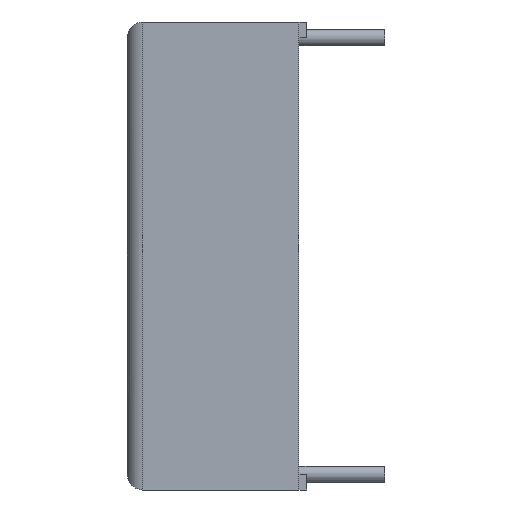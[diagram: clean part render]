
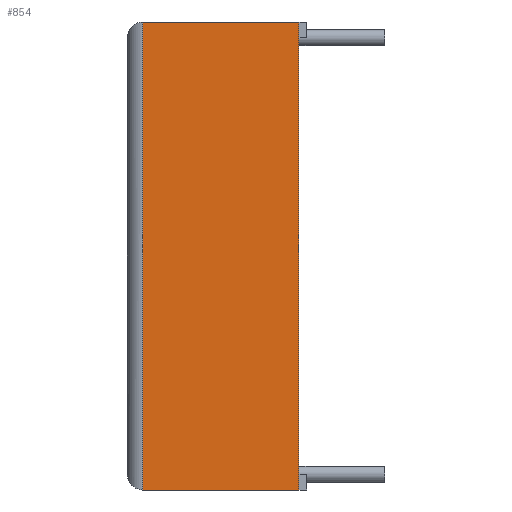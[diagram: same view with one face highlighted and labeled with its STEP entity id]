
A CAD part, left-side view. The second image highlights one B-rep face of the part: STEP entity #854.
In plain terms, the highlighted planar face has unit normal (-1, 0, 0).
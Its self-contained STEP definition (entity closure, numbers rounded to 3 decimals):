
#101 = CARTESIAN_POINT ( 'NONE',  ( 0., 10., 0. ) ) ;
#139 = CARTESIAN_POINT ( 'NONE',  ( 0., 0., 30. ) ) ;
#159 = EDGE_CURVE ( 'NONE', #1681, #1091, #1789, .T. ) ;
#449 = CARTESIAN_POINT ( 'NONE',  ( 0., 0., 0. ) ) ;
#461 = DIRECTION ( 'NONE',  ( 0., 0., -1. ) ) ;
#506 = DIRECTION ( 'NONE',  ( 0., -1., 0. ) ) ;
#783 = LINE ( 'NONE', #2544, #3508 ) ;
#815 = ORIENTED_EDGE ( 'NONE', *, *, #2915, .F. ) ;
#854 = ADVANCED_FACE ( 'NONE', ( #2940 ), #3189, .F. ) ;
#879 = DIRECTION ( 'NONE',  ( 1., 0., 0. ) ) ;
#979 = CARTESIAN_POINT ( 'NONE',  ( 0., 10., 30. ) ) ;
#1091 = VERTEX_POINT ( 'NONE', #101 ) ;
#1212 = ORIENTED_EDGE ( 'NONE', *, *, #2910, .T. ) ;
#1342 = VERTEX_POINT ( 'NONE', #3656 ) ;
#1384 = ORIENTED_EDGE ( 'NONE', *, *, #3159, .F. ) ;
#1450 = CARTESIAN_POINT ( 'NONE',  ( 0., 0., 30. ) ) ;
#1681 = VERTEX_POINT ( 'NONE', #3404 ) ;
#1770 = VECTOR ( 'NONE', #2491, 1000. ) ;
#1789 = LINE ( 'NONE', #979, #2433 ) ;
#2119 = CARTESIAN_POINT ( 'NONE',  ( 0., 0., 30. ) ) ;
#2150 = VERTEX_POINT ( 'NONE', #2119 ) ;
#2276 = LINE ( 'NONE', #449, #1770 ) ;
#2433 = VECTOR ( 'NONE', #2750, 1000. ) ;
#2491 = DIRECTION ( 'NONE',  ( 0., -1., 0. ) ) ;
#2544 = CARTESIAN_POINT ( 'NONE',  ( 0., 0., 30. ) ) ;
#2750 = DIRECTION ( 'NONE',  ( 0., 0., -1. ) ) ;
#2910 = EDGE_CURVE ( 'NONE', #1091, #1342, #2276, .T. ) ;
#2915 = EDGE_CURVE ( 'NONE', #2150, #1342, #3318, .T. ) ;
#2940 = FACE_OUTER_BOUND ( 'NONE', #3130, .T. ) ;
#3130 = EDGE_LOOP ( 'NONE', ( #1384, #3487, #1212, #815 ) ) ;
#3140 = VECTOR ( 'NONE', #461, 1000. ) ;
#3159 = EDGE_CURVE ( 'NONE', #1681, #2150, #783, .T. ) ;
#3189 = PLANE ( 'NONE',  #3196 ) ;
#3196 = AXIS2_PLACEMENT_3D ( 'NONE', #1450, #879, #3513 ) ;
#3318 = LINE ( 'NONE', #139, #3140 ) ;
#3404 = CARTESIAN_POINT ( 'NONE',  ( 0., 10., 30. ) ) ;
#3487 = ORIENTED_EDGE ( 'NONE', *, *, #159, .T. ) ;
#3508 = VECTOR ( 'NONE', #506, 1000. ) ;
#3513 = DIRECTION ( 'NONE',  ( 0., 0., -1. ) ) ;
#3656 = CARTESIAN_POINT ( 'NONE',  ( 0., 0., 0. ) ) ;
